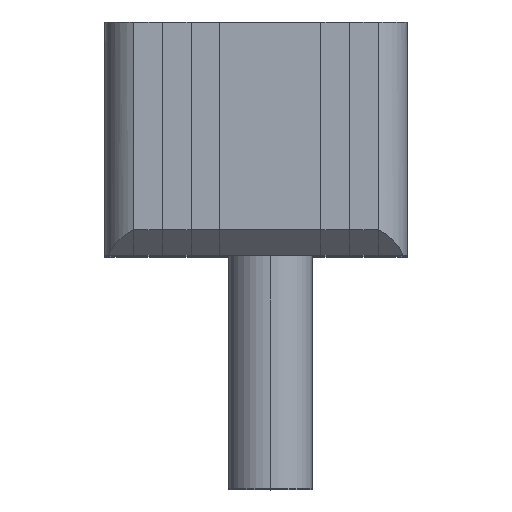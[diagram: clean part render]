
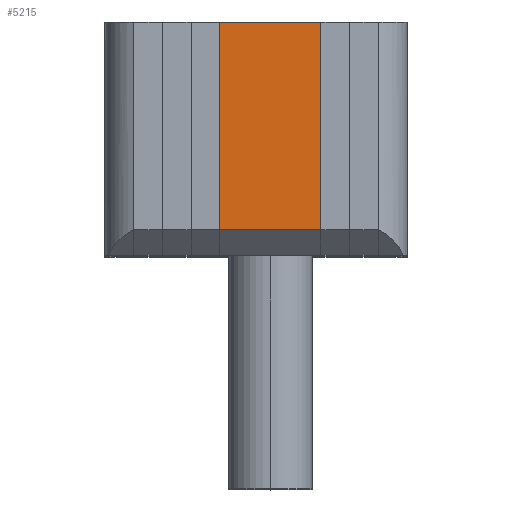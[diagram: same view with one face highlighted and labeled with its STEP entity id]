
A CAD part, top view. The second image highlights one B-rep face of the part: STEP entity #5215.
In plain terms, the highlighted planar face has unit normal (0, 0, 1).
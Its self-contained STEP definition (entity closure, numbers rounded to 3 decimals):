
#316 = DIRECTION ( 'NONE',  ( -1., 0., 0. ) ) ;
#527 = CARTESIAN_POINT ( 'NONE',  ( 2.6, 6.5, 30. ) ) ;
#567 = CARTESIAN_POINT ( 'NONE',  ( 2.6, 0., 30. ) ) ;
#597 = DIRECTION ( 'NONE',  ( 0., -1., 0. ) ) ;
#758 = DIRECTION ( 'NONE',  ( 0., -1., 0. ) ) ;
#849 = LINE ( 'NONE', #7051, #4717 ) ;
#1098 = VERTEX_POINT ( 'NONE', #527 ) ;
#1391 = LINE ( 'NONE', #2592, #7652 ) ;
#2292 = EDGE_CURVE ( 'NONE', #1098, #5341, #849, .T. ) ;
#2392 = PLANE ( 'NONE',  #6784 ) ;
#2566 = VERTEX_POINT ( 'NONE', #5219 ) ;
#2592 = CARTESIAN_POINT ( 'NONE',  ( 2.6, 0., 30. ) ) ;
#2991 = DIRECTION ( 'NONE',  ( 0., 0., -1. ) ) ;
#3264 = EDGE_CURVE ( 'NONE', #6654, #2566, #3414, .T. ) ;
#3384 = VECTOR ( 'NONE', #597, 1000. ) ;
#3414 = LINE ( 'NONE', #4485, #5869 ) ;
#3620 = LINE ( 'NONE', #6049, #3384 ) ;
#4047 = ORIENTED_EDGE ( 'NONE', *, *, #3264, .F. ) ;
#4318 = ORIENTED_EDGE ( 'NONE', *, *, #6660, .T. ) ;
#4378 = CARTESIAN_POINT ( 'NONE',  ( -2.6, 6.5, 30. ) ) ;
#4485 = CARTESIAN_POINT ( 'NONE',  ( 2.6, -4.2, 30. ) ) ;
#4555 = DIRECTION ( 'NONE',  ( -1., 0., 0. ) ) ;
#4707 = ORIENTED_EDGE ( 'NONE', *, *, #6865, .F. ) ;
#4717 = VECTOR ( 'NONE', #4555, 1000. ) ;
#5215 = ADVANCED_FACE ( 'NONE', ( #7199 ), #2392, .F. ) ;
#5219 = CARTESIAN_POINT ( 'NONE',  ( -2.6, -4.2, 30. ) ) ;
#5341 = VERTEX_POINT ( 'NONE', #4378 ) ;
#5403 = DIRECTION ( 'NONE',  ( -1., 0., 0. ) ) ;
#5869 = VECTOR ( 'NONE', #316, 1000. ) ;
#5942 = EDGE_LOOP ( 'NONE', ( #4318, #4047, #4707, #6667 ) ) ;
#6049 = CARTESIAN_POINT ( 'NONE',  ( -2.6, 0., 30. ) ) ;
#6654 = VERTEX_POINT ( 'NONE', #7155 ) ;
#6660 = EDGE_CURVE ( 'NONE', #5341, #2566, #3620, .T. ) ;
#6667 = ORIENTED_EDGE ( 'NONE', *, *, #2292, .T. ) ;
#6784 = AXIS2_PLACEMENT_3D ( 'NONE', #567, #2991, #5403 ) ;
#6865 = EDGE_CURVE ( 'NONE', #1098, #6654, #1391, .T. ) ;
#7051 = CARTESIAN_POINT ( 'NONE',  ( 2.6, 6.5, 30. ) ) ;
#7155 = CARTESIAN_POINT ( 'NONE',  ( 2.6, -4.2, 30. ) ) ;
#7199 = FACE_OUTER_BOUND ( 'NONE', #5942, .T. ) ;
#7652 = VECTOR ( 'NONE', #758, 1000. ) ;
